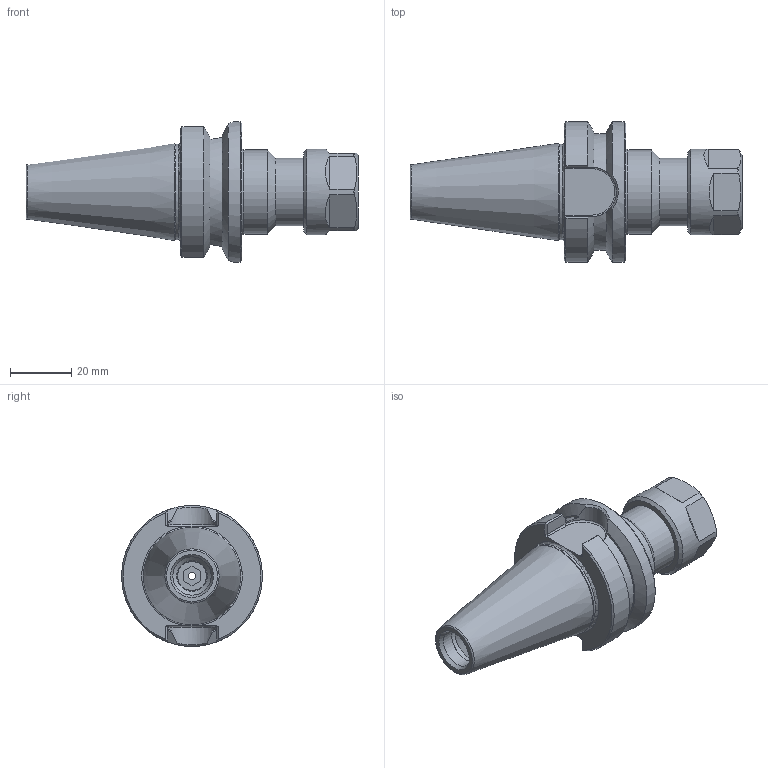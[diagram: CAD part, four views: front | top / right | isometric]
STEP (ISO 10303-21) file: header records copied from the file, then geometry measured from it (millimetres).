
FILE_DESCRIPTION(/* description */ ('ER COLLET CHUCK'),/* implementation_level */ '2;1');
FILE_NAME(/* name */ 'B30-16ERF236.stp',/* time_stamp */ '2017-01-17T08:27:07-05:00',/* author */ ('davhar'),/* organization */ (''),/* preprocessor_version */ 'ST-DEVELOPER v16.1',/* originating_system */ 'Autodesk Inventor 2016',/* authorisation */ '');
FILE_SCHEMA (('AUTOMOTIVE_DESIGN { 1 0 10303 214 3 1 1 }'));
Length unit declared in the file: inch
Products named in the file (4): B30-16ER236-1; BS-20; 16ERHN; B30-16ERF236
Assembly tree (3 placements, depth 2):
  B30-16ERF236
    B30-16ER236-1
    BS-20
    16ERHN
Bounding box: 108.36 x 46 x 46 mm (x, y, z)
Volume: 61651.4 mm3; surface area: 19154.7 mm2
Topology: 3 solids, 3 shells, 122 faces, 304 edges, 192 vertices
Faces by surface type: plane 49, cylinder 33, cone 27, torus 11, bspline 2
Full cylindrical faces by diameter (mm): 2.286 x1, 9.461 x1, 9.728 x1, 10.109 x1, 10.973 x1, 11.176 x1, 12.4 x1, 12.512 x1, 13.122 x1, 20.5 x1, 22 x1, 23 x1, 27.432 x1, 28 x1, 31.242 x1, 45.999 x1
Entity records: 3677 total; most frequent: CARTESIAN_POINT 903, DIRECTION 558, ORIENTED_EDGE 508, EDGE_CURVE 254, AXIS2_PLACEMENT_3D 233, VERTEX_POINT 182, EDGE_LOOP 172, FACE_OUTER_BOUND 122
